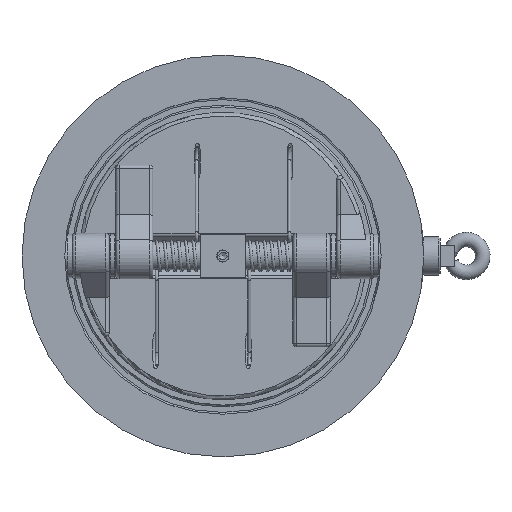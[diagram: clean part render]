
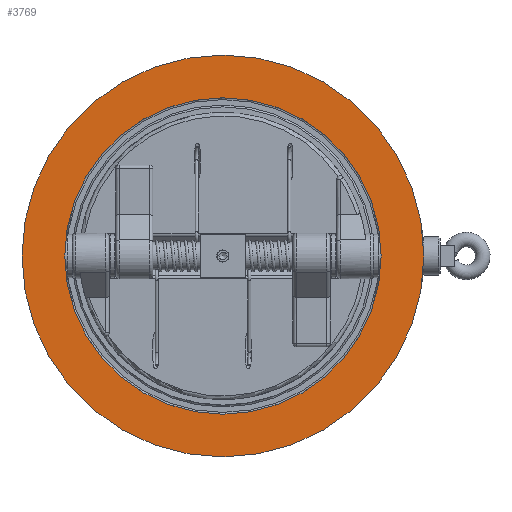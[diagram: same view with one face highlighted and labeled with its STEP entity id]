
A CAD part, front view. The second image highlights one B-rep face of the part: STEP entity #3769.
In plain terms, the highlighted planar face has unit normal (0, -1, 0).
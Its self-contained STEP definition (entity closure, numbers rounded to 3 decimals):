
#3742=CARTESIAN_POINT('',(-98.75,0.,0.0));
#3743=DIRECTION('',(0.0,-1.0,0.0));
#3744=DIRECTION('',(0.0,0.0,-1.0));
#3745=AXIS2_PLACEMENT_3D('',#3742,#3743,#3744);
#3746=PLANE('',#3745);
#3747=CARTESIAN_POINT('',(-110.5,0.,0.0));
#3748=VERTEX_POINT('',#3747);
#3749=CARTESIAN_POINT('',(0.0,0.,0.0));
#3750=DIRECTION('',(0.0,1.0,0.0));
#3751=DIRECTION('',(-1.0,0.0,0.0));
#3752=AXIS2_PLACEMENT_3D('',#3749,#3750,#3751);
#3753=CIRCLE('',#3752,110.5);
#3754=EDGE_CURVE('',#3748,#3748,#3753,.T.);
#3755=ORIENTED_EDGE('',*,*,#3754,.F.);
#3756=EDGE_LOOP('',(#3755));
#3757=FACE_OUTER_BOUND('',#3756,.T.);
#3758=CARTESIAN_POINT('',(-87.,0.,0.0));
#3759=VERTEX_POINT('',#3758);
#3760=CARTESIAN_POINT('',(0.0,0.,0.0));
#3761=DIRECTION('',(0.0,1.0,0.0));
#3762=DIRECTION('',(-1.0,0.0,0.0));
#3763=AXIS2_PLACEMENT_3D('',#3760,#3761,#3762);
#3764=CIRCLE('',#3763,87.);
#3765=EDGE_CURVE('',#3759,#3759,#3764,.T.);
#3766=ORIENTED_EDGE('',*,*,#3765,.T.);
#3767=EDGE_LOOP('',(#3766));
#3768=FACE_BOUND('',#3767,.T.);
#3769=ADVANCED_FACE('',(#3757,#3768),#3746,.T.);
